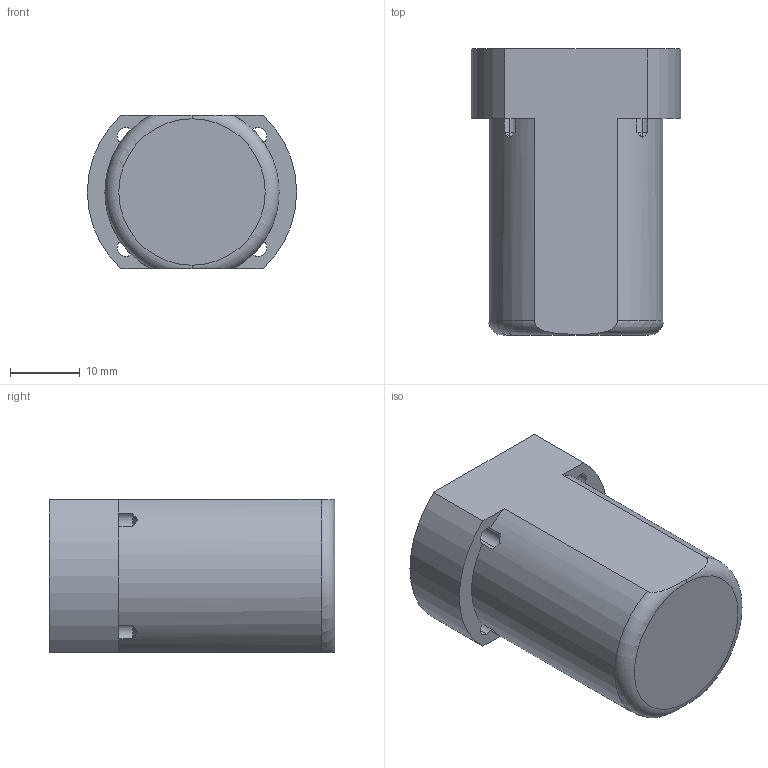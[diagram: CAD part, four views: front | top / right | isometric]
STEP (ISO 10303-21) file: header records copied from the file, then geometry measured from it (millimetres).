
FILE_DESCRIPTION (( 'STEP AP214' ), '1' );
FILE_NAME ('PER3-USI-002A-CAGE AIMANT.STEP', '2021-07-29T06:53:25', ( '' ), ( '' ), 'SwSTEP 2.0', 'SolidWorks 2021', '' );
FILE_SCHEMA (( 'AUTOMOTIVE_DESIGN' ));
Length unit declared in the file: millimetre
Products named in the file (1): PER3-USI-002A-CAGE AIMANT
Bounding box: 30 x 41 x 22 mm (x, y, z)
Volume: 7584.1 mm3; surface area: 7255.2 mm2
Topology: 1 solids, 1 shells, 39 faces, 120 edges, 72 vertices
Faces by surface type: cone 16, cylinder 14, plane 7, torus 2
Entity records: 1560 total; most frequent: CARTESIAN_POINT 376, DIRECTION 232, ORIENTED_EDGE 224, EDGE_CURVE 112, AXIS2_PLACEMENT_3D 92, VERTEX_POINT 72, CIRCLE 52, VECTOR 48
